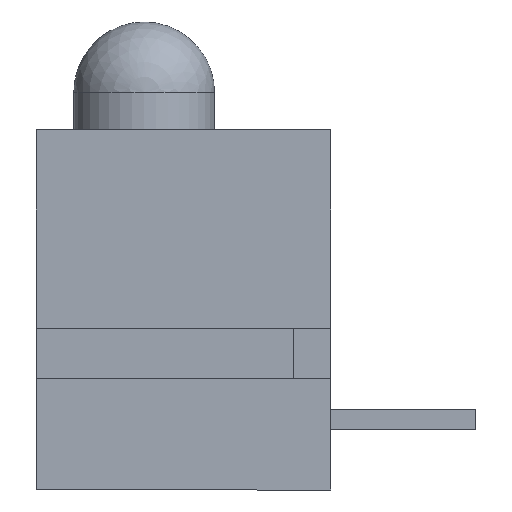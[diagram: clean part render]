
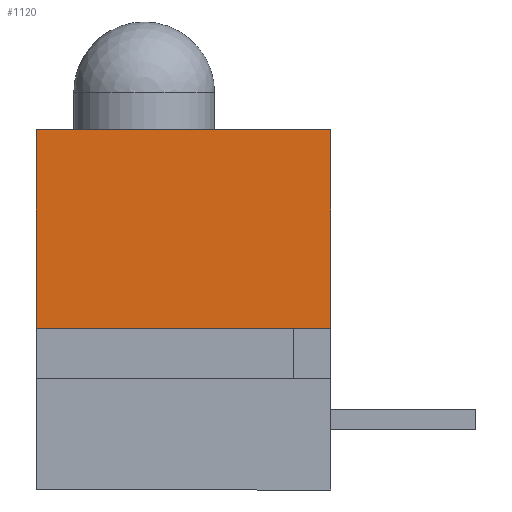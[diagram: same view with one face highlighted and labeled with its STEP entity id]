
A CAD part, left-side view. The second image highlights one B-rep face of the part: STEP entity #1120.
In plain terms, the highlighted planar face has unit normal (-1, 0, 0).
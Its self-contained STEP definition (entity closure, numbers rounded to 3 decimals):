
#161 = EDGE_CURVE ( 'NONE', #11455, #11477, #3692, .T. ) ;
#979 = EDGE_CURVE ( 'NONE', #11485, #11477, #3710, .T. ) ;
#980 = EDGE_CURVE ( 'NONE', #11455, #11480, #3713, .T. ) ;
#1120 = ADVANCED_FACE ( 'NONE', ( #1282 ), #8109, .F. ) ;
#1282 = FACE_OUTER_BOUND ( 'NONE', #6645, .T. ) ;
#1285 = AXIS2_PLACEMENT_3D ( 'NONE', #8110, #8111, #8112 ) ;
#2833 = LINE ( 'NONE', #2834, #6013 ) ;
#2834 = CARTESIAN_POINT ( 'NONE',  ( -2.55, -3.55, -9.44 ) ) ;
#2835 = DIRECTION ( 'NONE',  ( 0., 0., -1. ) ) ;
#3198 = CARTESIAN_POINT ( 'NONE',  ( -2.55, 3.55, 4.35 ) ) ;
#3220 = CARTESIAN_POINT ( 'NONE',  ( -2.55, 3.55, -0.45 ) ) ;
#3223 = CARTESIAN_POINT ( 'NONE',  ( -2.55, -3.55, 4.35 ) ) ;
#3228 = CARTESIAN_POINT ( 'NONE',  ( -2.55, -3.55, -0.45 ) ) ;
#3692 = LINE ( 'NONE', #3693, #6296 ) ;
#3693 = CARTESIAN_POINT ( 'NONE',  ( -2.55, 3.55, -9.44 ) ) ;
#3694 = DIRECTION ( 'NONE',  ( 0., 0., -1. ) ) ;
#3710 = LINE ( 'NONE', #3711, #6303 ) ;
#3711 = CARTESIAN_POINT ( 'NONE',  ( -2.55, -3.55, -0.45 ) ) ;
#3712 = DIRECTION ( 'NONE',  ( 0., 1., 0. ) ) ;
#3713 = LINE ( 'NONE', #3714, #6294 ) ;
#3714 = CARTESIAN_POINT ( 'NONE',  ( -2.55, 0.197, 4.35 ) ) ;
#3715 = DIRECTION ( 'NONE',  ( 0., -1., 0. ) ) ;
#6013 = VECTOR ( 'NONE', #2835, 1000. ) ;
#6294 = VECTOR ( 'NONE', #3715, 1000. ) ;
#6296 = VECTOR ( 'NONE', #3694, 1000. ) ;
#6303 = VECTOR ( 'NONE', #3712, 1000. ) ;
#6645 = EDGE_LOOP ( 'NONE', ( #6743, #6740, #6741, #6738 ) ) ;
#6738 = ORIENTED_EDGE ( 'NONE', *, *, #161, .T. ) ;
#6740 = ORIENTED_EDGE ( 'NONE', *, *, #7568, .F. ) ;
#6741 = ORIENTED_EDGE ( 'NONE', *, *, #980, .F. ) ;
#6743 = ORIENTED_EDGE ( 'NONE', *, *, #979, .F. ) ;
#7568 = EDGE_CURVE ( 'NONE', #11480, #11485, #2833, .T. ) ;
#8109 = PLANE ( 'NONE',  #1285 ) ;
#8110 = CARTESIAN_POINT ( 'NONE',  ( -2.55, 0.197, -9.44 ) ) ;
#8111 = DIRECTION ( 'NONE',  ( 1., 0., 0. ) ) ;
#8112 = DIRECTION ( 'NONE',  ( 0., 0., -1. ) ) ;
#11455 = VERTEX_POINT ( 'NONE', #3198 ) ;
#11477 = VERTEX_POINT ( 'NONE', #3220 ) ;
#11480 = VERTEX_POINT ( 'NONE', #3223 ) ;
#11485 = VERTEX_POINT ( 'NONE', #3228 ) ;
